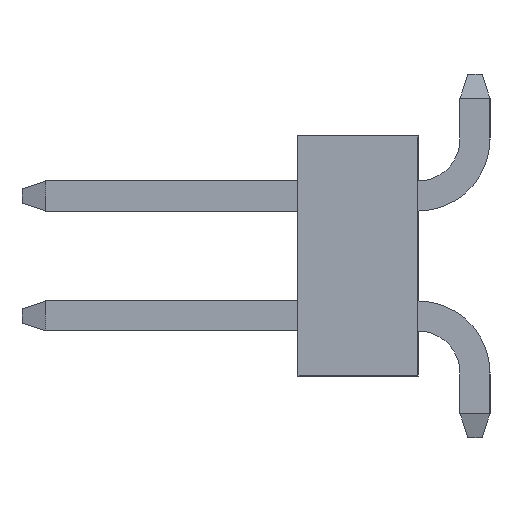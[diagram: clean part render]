
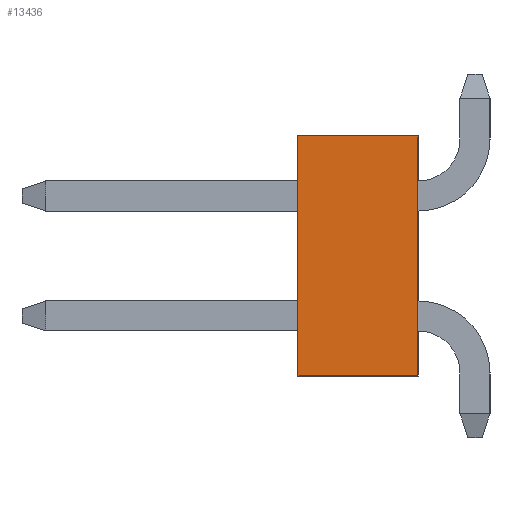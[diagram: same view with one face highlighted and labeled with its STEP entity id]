
A CAD part, left-side view. The second image highlights one B-rep face of the part: STEP entity #13436.
In plain terms, the highlighted planar face has unit normal (-1, 0, 0).
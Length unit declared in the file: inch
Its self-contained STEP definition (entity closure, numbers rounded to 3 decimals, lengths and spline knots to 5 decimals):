
#4177 = VERTEX_POINT ( 'NONE', #105215 ) ;
#4324 = EDGE_CURVE ( 'NONE', #25214, #4177, #107041, .T. ) ;
#6378 = DIRECTION ( 'NONE',  ( 0., -1., 0. ) ) ;
#11395 = EDGE_LOOP ( 'NONE', ( #12090, #34929, #43024, #69237 ) ) ;
#12090 = ORIENTED_EDGE ( 'NONE', *, *, #56225, .T. ) ;
#13436 = ADVANCED_FACE ( 'NONE', ( #80005 ), #52458, .F. ) ;
#14103 = LINE ( 'NONE', #57300, #97272 ) ;
#20365 = CARTESIAN_POINT ( 'NONE',  ( -1.6, 0.06, 0.1 ) ) ;
#21511 = DIRECTION ( 'NONE',  ( 0., 0., -1. ) ) ;
#25214 = VERTEX_POINT ( 'NONE', #33168 ) ;
#30080 = DIRECTION ( 'NONE',  ( 0., -1., 0. ) ) ;
#30506 = DIRECTION ( 'NONE',  ( 0., 0., 1. ) ) ;
#33168 = CARTESIAN_POINT ( 'NONE',  ( -1.6, 0.16, -0.1 ) ) ;
#34929 = ORIENTED_EDGE ( 'NONE', *, *, #93739, .F. ) ;
#38067 = DIRECTION ( 'NONE',  ( 1., 0., 0. ) ) ;
#38499 = CARTESIAN_POINT ( 'NONE',  ( -1.6, 0.16, 0.1 ) ) ;
#43024 = ORIENTED_EDGE ( 'NONE', *, *, #103934, .F. ) ;
#50453 = AXIS2_PLACEMENT_3D ( 'NONE', #80459, #38067, #21511 ) ;
#50630 = LINE ( 'NONE', #38499, #51908 ) ;
#51908 = VECTOR ( 'NONE', #30080, 39.37008 ) ;
#52458 = PLANE ( 'NONE',  #50453 ) ;
#56225 = EDGE_CURVE ( 'NONE', #4177, #83644, #14103, .T. ) ;
#57300 = CARTESIAN_POINT ( 'NONE',  ( -1.6, 0.06, 0.1 ) ) ;
#58398 = DIRECTION ( 'NONE',  ( 0., 0., 1. ) ) ;
#69237 = ORIENTED_EDGE ( 'NONE', *, *, #4324, .T. ) ;
#80005 = FACE_OUTER_BOUND ( 'NONE', #11395, .T. ) ;
#80459 = CARTESIAN_POINT ( 'NONE',  ( -1.6, 0.16, 0.1 ) ) ;
#81336 = CARTESIAN_POINT ( 'NONE',  ( -1.6, 0.16, 0.1 ) ) ;
#83644 = VERTEX_POINT ( 'NONE', #20365 ) ;
#88826 = VECTOR ( 'NONE', #30506, 39.37008 ) ;
#92381 = CARTESIAN_POINT ( 'NONE',  ( -1.6, 0.16, 0.1 ) ) ;
#93739 = EDGE_CURVE ( 'NONE', #96788, #83644, #50630, .T. ) ;
#95384 = LINE ( 'NONE', #81336, #88826 ) ;
#96788 = VERTEX_POINT ( 'NONE', #92381 ) ;
#97272 = VECTOR ( 'NONE', #58398, 39.37008 ) ;
#98168 = CARTESIAN_POINT ( 'NONE',  ( -1.6, 0.16, -0.1 ) ) ;
#103934 = EDGE_CURVE ( 'NONE', #25214, #96788, #95384, .T. ) ;
#105215 = CARTESIAN_POINT ( 'NONE',  ( -1.6, 0.06, -0.1 ) ) ;
#107041 = LINE ( 'NONE', #98168, #108410 ) ;
#108410 = VECTOR ( 'NONE', #6378, 39.37008 ) ;
